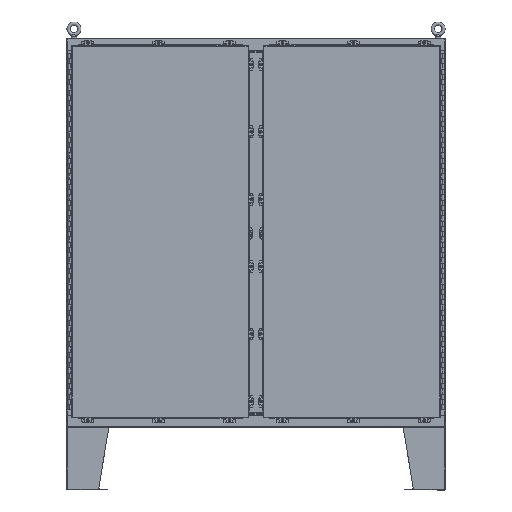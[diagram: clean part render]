
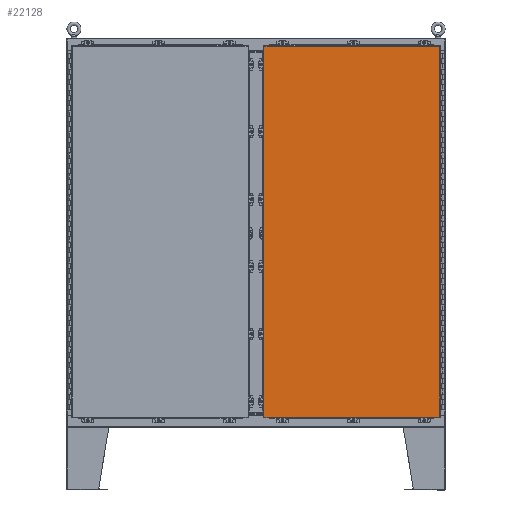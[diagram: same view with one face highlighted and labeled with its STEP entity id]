
A CAD part, top view. The second image highlights one B-rep face of the part: STEP entity #22128.
In plain terms, the highlighted planar face has unit normal (0, 0, 1).
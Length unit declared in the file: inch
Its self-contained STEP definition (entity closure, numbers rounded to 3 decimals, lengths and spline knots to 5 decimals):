
#2603=FACE_OUTER_BOUND('',#3995,.T.);
#3995=EDGE_LOOP('',(#16205,#16206,#16207,#16208));
#5478=LINE('',#33988,#7668);
#5489=LINE('',#34079,#7679);
#5500=LINE('',#34171,#7690);
#5510=LINE('',#34259,#7700);
#7668=VECTOR('',#27117,70.75);
#7679=VECTOR('',#27140,33.4995);
#7690=VECTOR('',#27163,70.75);
#7700=VECTOR('',#27185,33.4995);
#9830=VERTEX_POINT('',#33979);
#9831=VERTEX_POINT('',#33987);
#9837=VERTEX_POINT('',#34071);
#9844=VERTEX_POINT('',#34163);
#12114=EDGE_CURVE('',#9831,#9830,#5478,.T.);
#12129=EDGE_CURVE('',#9830,#9837,#5489,.T.);
#12144=EDGE_CURVE('',#9837,#9844,#5500,.T.);
#12158=EDGE_CURVE('',#9844,#9831,#5510,.T.);
#16205=ORIENTED_EDGE('',*,*,#12114,.T.);
#16206=ORIENTED_EDGE('',*,*,#12129,.T.);
#16207=ORIENTED_EDGE('',*,*,#12144,.T.);
#16208=ORIENTED_EDGE('',*,*,#12158,.T.);
#20681=PLANE('',#23681);
#22128=ADVANCED_FACE('',(#2603),#20681,.T.);
#23681=AXIS2_PLACEMENT_3D('',#34330,#27199,#27200);
#27117=DIRECTION('',(0.,-1.,0.));
#27140=DIRECTION('',(1.,0.,0.));
#27163=DIRECTION('',(0.,1.,0.));
#27185=DIRECTION('',(-1.,0.,0.));
#27199=DIRECTION('center_axis',(0.,0.,1.));
#27200=DIRECTION('ref_axis',(1.,0.,0.));
#33979=CARTESIAN_POINT('',(0.125,0.125,0.09375));
#33987=CARTESIAN_POINT('',(0.125,70.875,0.09375));
#33988=CARTESIAN_POINT('',(0.125,53.1875,0.09375));
#34071=CARTESIAN_POINT('',(33.6245,0.125,0.09375));
#34079=CARTESIAN_POINT('',(8.49987,0.125,0.09375));
#34163=CARTESIAN_POINT('',(33.6245,70.875,0.09375));
#34171=CARTESIAN_POINT('',(33.6245,17.8125,0.09375));
#34259=CARTESIAN_POINT('',(25.24963,70.875,0.09375));
#34330=CARTESIAN_POINT('Origin',(16.87475,35.5,0.09375));
